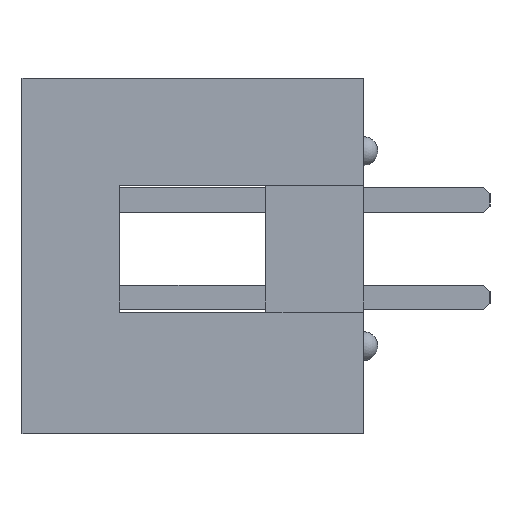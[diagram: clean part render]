
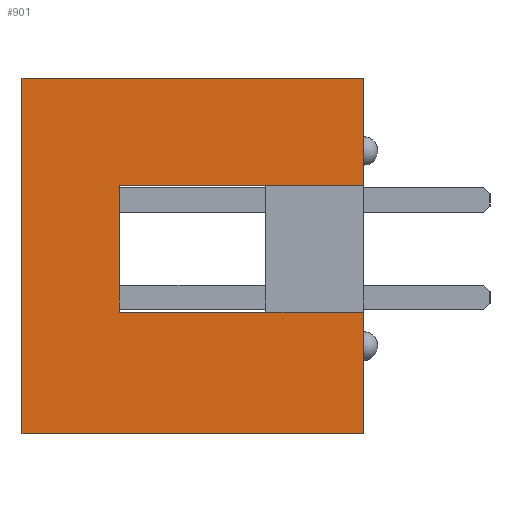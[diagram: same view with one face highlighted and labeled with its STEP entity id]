
A CAD part, left-side view. The second image highlights one B-rep face of the part: STEP entity #901.
In plain terms, the highlighted planar face has unit normal (-1, 0, 0).
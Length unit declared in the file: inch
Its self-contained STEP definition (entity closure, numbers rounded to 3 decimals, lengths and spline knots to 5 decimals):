
#901 = ADVANCED_FACE( '', ( #1793 ), #1794, .F. );
#1793 = FACE_OUTER_BOUND( '', #2685, .T. );
#1794 = PLANE( '', #2686 );
#2685 = EDGE_LOOP( '', ( #5398, #5399, #5400, #5401, #5402, #5403, #5404, #5405 ) );
#2686 = AXIS2_PLACEMENT_3D( '', #5406, #5407, #5408 );
#5398 = ORIENTED_EDGE( '', *, *, #6624, .F. );
#5399 = ORIENTED_EDGE( '', *, *, #5977, .F. );
#5400 = ORIENTED_EDGE( '', *, *, #6526, .F. );
#5401 = ORIENTED_EDGE( '', *, *, #6229, .F. );
#5402 = ORIENTED_EDGE( '', *, *, #6710, .T. );
#5403 = ORIENTED_EDGE( '', *, *, #6734, .T. );
#5404 = ORIENTED_EDGE( '', *, *, #6524, .F. );
#5405 = ORIENTED_EDGE( '', *, *, #6402, .F. );
#5406 = CARTESIAN_POINT( '', ( -0.575, 0., 0. ) );
#5407 = DIRECTION( '', ( 1., 0., 0. ) );
#5408 = DIRECTION( '', ( 0., 0., -1. ) );
#5977 = EDGE_CURVE( '', #7399, #7401, #7402, .T. );
#6229 = EDGE_CURVE( '', #7797, #7795, #7799, .T. );
#6402 = EDGE_CURVE( '', #8044, #8046, #8047, .T. );
#6524 = EDGE_CURVE( '', #8046, #8199, #8200, .T. );
#6526 = EDGE_CURVE( '', #7795, #7399, #8202, .T. );
#6624 = EDGE_CURVE( '', #7401, #8044, #8316, .T. );
#6710 = EDGE_CURVE( '', #7797, #8406, #8408, .T. );
#6734 = EDGE_CURVE( '', #8406, #8199, #8432, .T. );
#7399 = VERTEX_POINT( '', #9408 );
#7401 = VERTEX_POINT( '', #9411 );
#7402 = LINE( '', #9412, #9413 );
#7795 = VERTEX_POINT( '', #9996 );
#7797 = VERTEX_POINT( '', #9999 );
#7799 = LINE( '', #10002, #10003 );
#8044 = VERTEX_POINT( '', #10373 );
#8046 = VERTEX_POINT( '', #10376 );
#8047 = LINE( '', #10377, #10378 );
#8199 = VERTEX_POINT( '', #10613 );
#8200 = LINE( '', #10614, #10615 );
#8202 = LINE( '', #10618, #10619 );
#8316 = LINE( '', #10800, #10801 );
#8406 = VERTEX_POINT( '', #10931 );
#8408 = LINE( '', #10934, #10935 );
#8432 = LINE( '', #10968, #10969 );
#9408 = CARTESIAN_POINT( '', ( -0.575, 0., -0.19 ) );
#9411 = CARTESIAN_POINT( '', ( -0.575, 0.35, -0.19 ) );
#9412 = CARTESIAN_POINT( '', ( -0.575, 0., -0.19 ) );
#9413 = VECTOR( '', #11314, 39.37008 );
#9996 = CARTESIAN_POINT( '', ( -0.575, 0., -0.065 ) );
#9999 = CARTESIAN_POINT( '', ( -0.575, 0.25, -0.065 ) );
#10002 = CARTESIAN_POINT( '', ( -0.575, 0.25, -0.065 ) );
#10003 = VECTOR( '', #11513, 39.37008 );
#10373 = CARTESIAN_POINT( '', ( -0.575, 0.35, 0.175 ) );
#10376 = CARTESIAN_POINT( '', ( -0.575, 0., 0.175 ) );
#10377 = CARTESIAN_POINT( '', ( -0.575, 0.35, 0.175 ) );
#10378 = VECTOR( '', #11640, 39.37008 );
#10613 = CARTESIAN_POINT( '', ( -0.575, 0., 0.065 ) );
#10614 = CARTESIAN_POINT( '', ( -0.575, 0., 0.175 ) );
#10615 = VECTOR( '', #11730, 39.37008 );
#10618 = CARTESIAN_POINT( '', ( -0.575, 0., 0.175 ) );
#10619 = VECTOR( '', #11732, 39.37008 );
#10800 = CARTESIAN_POINT( '', ( -0.575, 0.35, -0.19 ) );
#10801 = VECTOR( '', #11800, 39.37008 );
#10931 = CARTESIAN_POINT( '', ( -0.575, 0.25, 0.065 ) );
#10934 = CARTESIAN_POINT( '', ( -0.575, 0.25, 0. ) );
#10935 = VECTOR( '', #11842, 39.37008 );
#10968 = CARTESIAN_POINT( '', ( -0.575, 0.25, 0.065 ) );
#10969 = VECTOR( '', #11852, 39.37008 );
#11314 = DIRECTION( '', ( 0., 1., 0. ) );
#11513 = DIRECTION( '', ( 0., -1., 0. ) );
#11640 = DIRECTION( '', ( 0., -1., 0. ) );
#11730 = DIRECTION( '', ( 0., 0., -1. ) );
#11732 = DIRECTION( '', ( 0., 0., -1. ) );
#11800 = DIRECTION( '', ( 0., 0., 1. ) );
#11842 = DIRECTION( '', ( 0., 0., 1. ) );
#11852 = DIRECTION( '', ( 0., -1., 0. ) );
